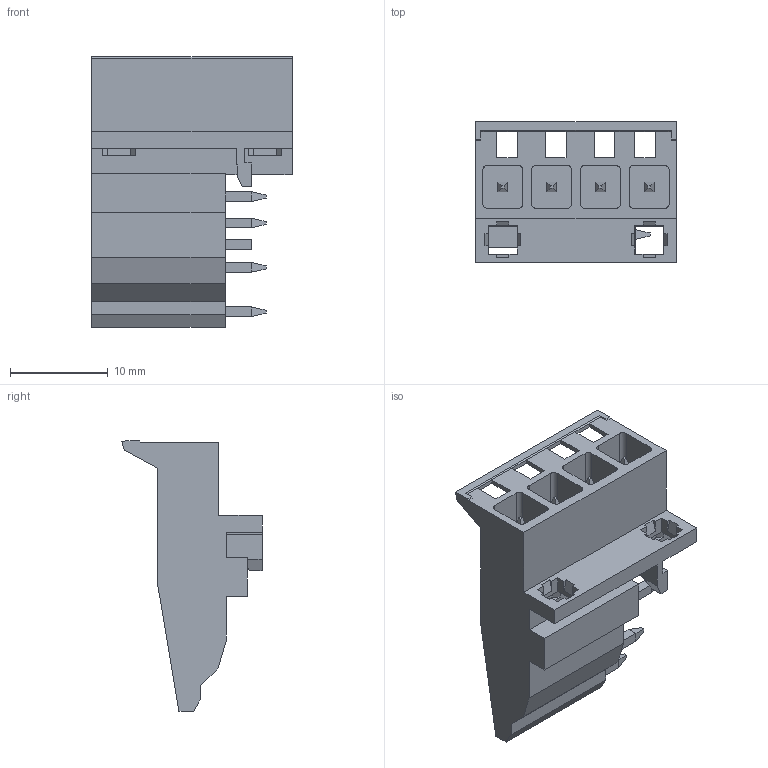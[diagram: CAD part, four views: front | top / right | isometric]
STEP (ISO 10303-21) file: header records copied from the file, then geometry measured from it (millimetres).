
FILE_DESCRIPTION(('CATIA V5R24 STEP','CAx-IF Rec.Pracs.--- Model Styling and Organization---1.2---2011-12-15'),'2;1');
FILE_NAME ('11985953_4', '2018-03-16T13:30:13+00:00', ('Weidmueller Interface'), ('Weidmueller'), 'CATIA Version 5-6 Release 2014 SP4', 'CATIA V5 STEP AP214', 'none');
FILE_SCHEMA(('AUTOMOTIVE_DESIGN { 1 0 10303 214 1 1 1 1 }'));
Length unit declared in the file: millimetre
Products named in the file (1): 1069570000
Bounding box: 20.6 x 14.38 x 27.75 mm (x, y, z)
Volume: 2460.1 mm3; surface area: 2627.7 mm2
Topology: 9 solids, 9 shells, 216 faces, 572 edges, 371 vertices
Faces by surface type: plane 200, extrusion 15, cylinder 1
Entity records: 6754 total; most frequent: CARTESIAN_POINT 1286, ORIENTED_EDGE 1144, DIRECTION 923, EDGE_CURVE 572, VECTOR 545, LINE 530, VERTEX_POINT 371, EDGE_LOOP 225
